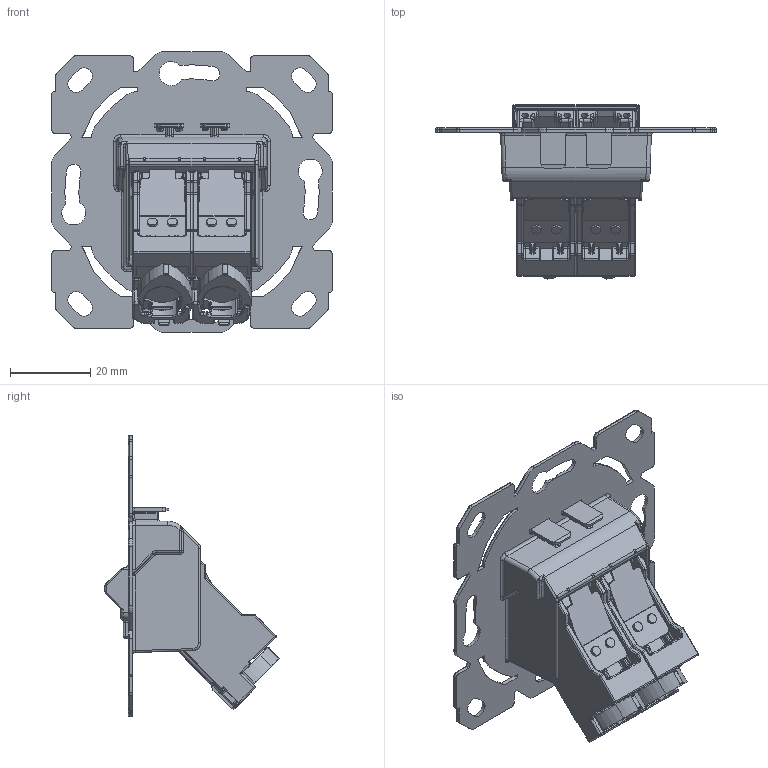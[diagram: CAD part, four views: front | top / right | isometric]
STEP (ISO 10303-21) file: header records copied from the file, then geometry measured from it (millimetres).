
FILE_DESCRIPTION (( 'STEP AP214' ), '1' );
FILE_NAME ('J00020A0510H50.STEP', '2011-06-01T08:22:34', ( 'ich' ), ( 'pp' ), 'SwSTEP 2.0', 'SolidWorks 2011', '' );
FILE_SCHEMA (( 'AUTOMOTIVE_DESIGN' ));
Length unit declared in the file: millimetre
Products named in the file (1): J00020A0510H50
Bounding box: 70 x 43.46 x 70 mm (x, y, z)
Volume: 24324.4 mm3; surface area: 22392.2 mm2
Topology: 1 solids, 3 shells, 3490 faces, 9138 edges, 5592 vertices
Faces by surface type: plane 1449, cylinder 1127, bspline 397, torus 364, cone 83, sphere 70
Entity records: 155164 total; most frequent: CARTESIAN_POINT 34258, ORIENTED_EDGE 18060, DIRECTION 16428, EDGE_CURVE 9030, VERTEX_POINT 5592, AXIS2_PLACEMENT_3D 5586, LINE 5256, VECTOR 5256
